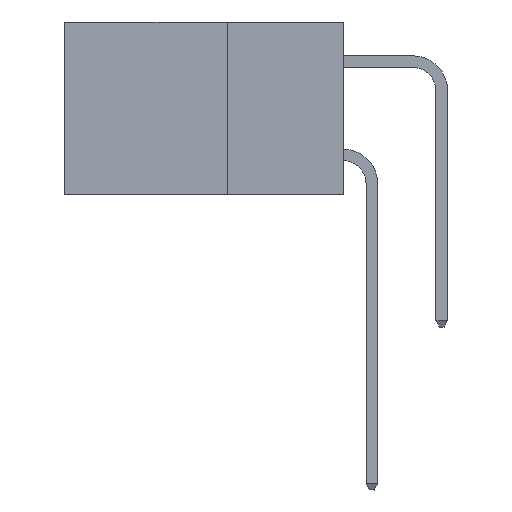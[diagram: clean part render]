
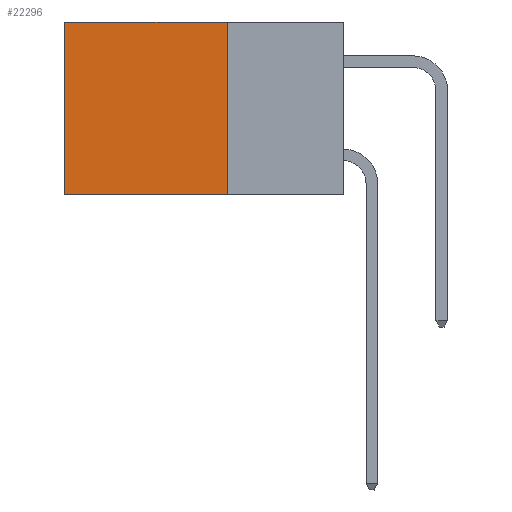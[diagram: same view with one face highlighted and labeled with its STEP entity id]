
A CAD part, left-side view. The second image highlights one B-rep face of the part: STEP entity #22296.
In plain terms, the highlighted planar face has unit normal (-1, 0, 0).
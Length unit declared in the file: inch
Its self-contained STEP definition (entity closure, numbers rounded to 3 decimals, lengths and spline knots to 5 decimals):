
#970 = ORIENTED_EDGE ( 'NONE', *, *, #6256, .T. ) ;
#2918 = CARTESIAN_POINT ( 'NONE',  ( 0.298, 0.25, 0. ) ) ;
#3206 = CARTESIAN_POINT ( 'NONE',  ( 0.298, 0.6, 0. ) ) ;
#3846 = VECTOR ( 'NONE', #30788, 39.37008 ) ;
#3930 = LINE ( 'NONE', #3206, #12215 ) ;
#4932 = CARTESIAN_POINT ( 'NONE',  ( 0.298, 0.25, 0. ) ) ;
#6256 = EDGE_CURVE ( 'NONE', #17981, #22458, #13492, .T. ) ;
#7151 = CARTESIAN_POINT ( 'NONE',  ( 0.298, 0.6, 0. ) ) ;
#8235 = CARTESIAN_POINT ( 'NONE',  ( 0.298, 0.25, 0. ) ) ;
#8330 = VERTEX_POINT ( 'NONE', #24506 ) ;
#9230 = FACE_OUTER_BOUND ( 'NONE', #12709, .T. ) ;
#10095 = DIRECTION ( 'NONE',  ( 0., 0., -1. ) ) ;
#11154 = DIRECTION ( 'NONE',  ( 0., 1., 0. ) ) ;
#11192 = VECTOR ( 'NONE', #11154, 39.37008 ) ;
#11748 = VECTOR ( 'NONE', #27126, 39.37008 ) ;
#12215 = VECTOR ( 'NONE', #28185, 39.37008 ) ;
#12709 = EDGE_LOOP ( 'NONE', ( #19193, #24952, #22838, #970 ) ) ;
#13492 = LINE ( 'NONE', #35950, #11748 ) ;
#17045 = DIRECTION ( 'NONE',  ( 1., 0., 0. ) ) ;
#17508 = CARTESIAN_POINT ( 'NONE',  ( 0.298, 0.25, -0.37 ) ) ;
#17637 = EDGE_CURVE ( 'NONE', #17981, #30843, #21727, .T. ) ;
#17981 = VERTEX_POINT ( 'NONE', #4932 ) ;
#19193 = ORIENTED_EDGE ( 'NONE', *, *, #23035, .T. ) ;
#19984 = PLANE ( 'NONE',  #21660 ) ;
#21660 = AXIS2_PLACEMENT_3D ( 'NONE', #2918, #17045, #10095 ) ;
#21727 = LINE ( 'NONE', #8235, #3846 ) ;
#22263 = CARTESIAN_POINT ( 'NONE',  ( 0.298, 0.25, -0.37 ) ) ;
#22296 = ADVANCED_FACE ( 'NONE', ( #9230 ), #19984, .F. ) ;
#22458 = VERTEX_POINT ( 'NONE', #7151 ) ;
#22838 = ORIENTED_EDGE ( 'NONE', *, *, #17637, .F. ) ;
#23035 = EDGE_CURVE ( 'NONE', #22458, #8330, #3930, .T. ) ;
#24506 = CARTESIAN_POINT ( 'NONE',  ( 0.298, 0.6, -0.37 ) ) ;
#24952 = ORIENTED_EDGE ( 'NONE', *, *, #28171, .F. ) ;
#27126 = DIRECTION ( 'NONE',  ( 0., 1., 0. ) ) ;
#28171 = EDGE_CURVE ( 'NONE', #30843, #8330, #29548, .T. ) ;
#28185 = DIRECTION ( 'NONE',  ( 0., 0., -1. ) ) ;
#29548 = LINE ( 'NONE', #22263, #11192 ) ;
#30788 = DIRECTION ( 'NONE',  ( 0., 0., -1. ) ) ;
#30843 = VERTEX_POINT ( 'NONE', #17508 ) ;
#35950 = CARTESIAN_POINT ( 'NONE',  ( 0.298, 0.25, 0. ) ) ;
